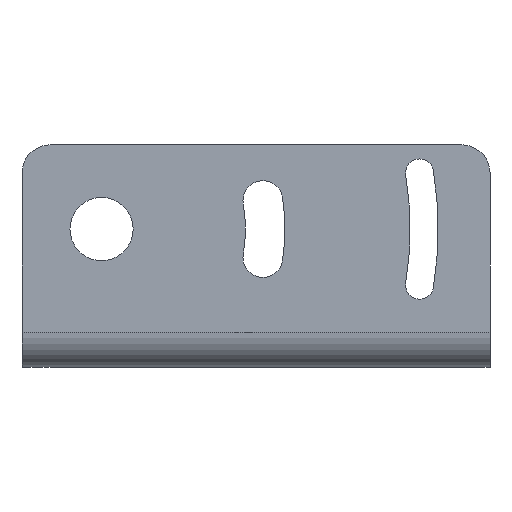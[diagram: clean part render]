
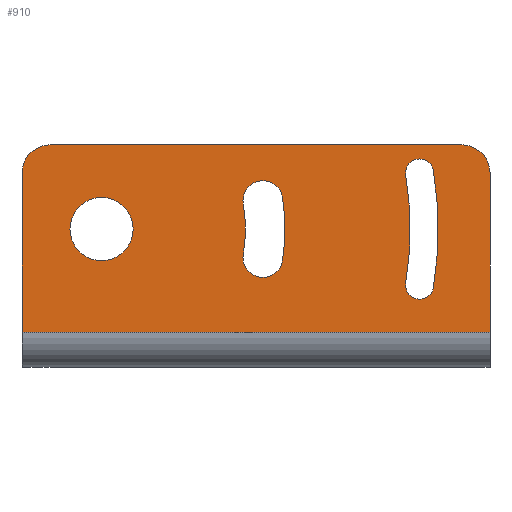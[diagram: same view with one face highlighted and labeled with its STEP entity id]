
A CAD part, front view. The second image highlights one B-rep face of the part: STEP entity #910.
In plain terms, the highlighted planar face has unit normal (0, -1, 0).
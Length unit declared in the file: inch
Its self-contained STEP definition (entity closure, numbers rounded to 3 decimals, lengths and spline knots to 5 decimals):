
#173=CARTESIAN_POINT('',(-0.12,-0.92,0.73));
#174=DIRECTION('',(0.,-1.,0.));
#175=DIRECTION('',(1.,0.,0.));
#176=AXIS2_PLACEMENT_3D('',#173,#174,#175);
#275=DIRECTION('',(1.,0.,0.));
#276=VECTOR('',#275,2.);
#277=CARTESIAN_POINT('',(-2.,-0.92,0.05));
#278=LINE('',#277,#276);
#293=DIRECTION('',(0.,0.,1.));
#294=VECTOR('',#293,0.68);
#295=CARTESIAN_POINT('',(0.,-0.92,0.05));
#296=LINE('',#295,#294);
#297=DIRECTION('',(0.,0.,-1.));
#298=VECTOR('',#297,0.68);
#299=CARTESIAN_POINT('',(-2.,-0.92,0.73));
#300=LINE('',#299,#298);
#301=DIRECTION('',(-1.,0.,0.));
#302=VECTOR('',#301,1.76);
#303=CARTESIAN_POINT('',(-0.12,-0.92,0.85));
#304=LINE('',#303,#302);
#305=CARTESIAN_POINT('',(-1.66,-0.92,0.49));
#306=DIRECTION('',(0.,1.,0.));
#307=DIRECTION('',(1.,0.,0.));
#308=AXIS2_PLACEMENT_3D('',#305,#306,#307);
#310=CARTESIAN_POINT('',(-1.66,-0.92,0.49));
#311=DIRECTION('',(0.,1.,0.));
#312=DIRECTION('',(-1.,0.,0.));
#313=AXIS2_PLACEMENT_3D('',#310,#311,#312);
#315=CARTESIAN_POINT('',(-0.97063,-0.92,0.61155));
#316=DIRECTION('',(0.,1.,0.));
#317=DIRECTION('',(-0.985,0.,-0.174));
#318=AXIS2_PLACEMENT_3D('',#315,#316,#317);
#320=CARTESIAN_POINT('',(-1.66,-0.92,0.49));
#321=DIRECTION('',(0.,1.,0.));
#322=DIRECTION('',(0.985,0.,0.174));
#323=AXIS2_PLACEMENT_3D('',#320,#321,#322);
#325=CARTESIAN_POINT('',(-0.97063,-0.92,0.36845));
#326=DIRECTION('',(0.,1.,0.));
#327=DIRECTION('',(0.985,0.,-0.174));
#328=AXIS2_PLACEMENT_3D('',#325,#326,#327);
#330=CARTESIAN_POINT('',(-1.66,-0.92,0.49));
#331=DIRECTION('',(0.,1.,0.));
#332=DIRECTION('',(0.985,0.,0.174));
#333=AXIS2_PLACEMENT_3D('',#330,#331,#332);
#335=CARTESIAN_POINT('',(-0.30097,-0.92,0.72963));
#336=DIRECTION('',(0.,1.,0.));
#337=DIRECTION('',(-0.985,0.,-0.174));
#338=AXIS2_PLACEMENT_3D('',#335,#336,#337);
#340=CARTESIAN_POINT('',(-1.66,-0.92,0.49));
#341=DIRECTION('',(0.,1.,0.));
#342=DIRECTION('',(0.985,0.,0.174));
#343=AXIS2_PLACEMENT_3D('',#340,#341,#342);
#345=CARTESIAN_POINT('',(-0.30097,-0.92,0.25037));
#346=DIRECTION('',(0.,1.,0.));
#347=DIRECTION('',(0.985,0.,-0.174));
#348=AXIS2_PLACEMENT_3D('',#345,#346,#347);
#350=CARTESIAN_POINT('',(-1.66,-0.92,0.49));
#351=DIRECTION('',(0.,1.,0.));
#352=DIRECTION('',(0.985,0.,0.174));
#353=AXIS2_PLACEMENT_3D('',#350,#351,#352);
#359=CARTESIAN_POINT('',(-1.88,-0.92,0.73));
#360=DIRECTION('',(0.,-1.,0.));
#361=DIRECTION('',(0.,0.,1.));
#362=AXIS2_PLACEMENT_3D('',#359,#360,#361);
#461=CARTESIAN_POINT('',(-2.,-0.92,0.05));
#462=CARTESIAN_POINT('',(0.,-0.92,0.05));
#463=VERTEX_POINT('',#461);
#464=VERTEX_POINT('',#462);
#489=CARTESIAN_POINT('',(-1.525,-0.92,0.49));
#490=CARTESIAN_POINT('',(-1.795,-0.92,0.49));
#491=VERTEX_POINT('',#489);
#492=VERTEX_POINT('',#490);
#493=CARTESIAN_POINT('',(-1.05434,-0.92,0.59679));
#494=CARTESIAN_POINT('',(-0.88693,-0.92,0.62631));
#495=VERTEX_POINT('',#493);
#496=VERTEX_POINT('',#494);
#497=CARTESIAN_POINT('',(-0.88693,-0.92,0.35369));
#498=VERTEX_POINT('',#497);
#499=CARTESIAN_POINT('',(-1.05434,-0.92,0.38321));
#500=VERTEX_POINT('',#499);
#501=CARTESIAN_POINT('',(-0.36005,-0.92,0.71922));
#502=CARTESIAN_POINT('',(-0.24188,-0.92,0.74005));
#503=VERTEX_POINT('',#501);
#504=VERTEX_POINT('',#502);
#505=CARTESIAN_POINT('',(-0.24188,-0.92,0.23995));
#506=VERTEX_POINT('',#505);
#507=CARTESIAN_POINT('',(-0.36005,-0.92,0.26078));
#508=VERTEX_POINT('',#507);
#509=CARTESIAN_POINT('',(0.,-0.92,0.73));
#511=VERTEX_POINT('',#509);
#513=CARTESIAN_POINT('',(-0.12,-0.92,0.85));
#514=VERTEX_POINT('',#513);
#517=CARTESIAN_POINT('',(-1.88,-0.92,0.85));
#519=VERTEX_POINT('',#517);
#521=CARTESIAN_POINT('',(-2.,-0.92,0.73));
#522=VERTEX_POINT('',#521);
#868=CARTESIAN_POINT('',(-1.5248,-0.92,0.));
#869=DIRECTION('',(0.,-1.,0.));
#870=DIRECTION('',(1.,0.,0.));
#871=AXIS2_PLACEMENT_3D('',#868,#869,#870);
#872=PLANE('',#871);
#873=ORIENTED_EDGE('',*,*,#737,.F.);
#874=ORIENTED_EDGE('',*,*,#754,.F.);
#875=ORIENTED_EDGE('',*,*,#860,.F.);
#877=ORIENTED_EDGE('',*,*,#876,.F.);
#879=ORIENTED_EDGE('',*,*,#878,.F.);
#881=ORIENTED_EDGE('',*,*,#880,.F.);
#882=EDGE_LOOP('',(#873,#874,#875,#877,#879,#881));
#883=FACE_OUTER_BOUND('',#882,.F.);
#885=ORIENTED_EDGE('',*,*,#884,.F.);
#887=ORIENTED_EDGE('',*,*,#886,.F.);
#888=EDGE_LOOP('',(#885,#887));
#889=FACE_BOUND('',#888,.F.);
#891=ORIENTED_EDGE('',*,*,#890,.F.);
#893=ORIENTED_EDGE('',*,*,#892,.T.);
#895=ORIENTED_EDGE('',*,*,#894,.F.);
#897=ORIENTED_EDGE('',*,*,#896,.F.);
#898=EDGE_LOOP('',(#891,#893,#895,#897));
#899=FACE_BOUND('',#898,.F.);
#901=ORIENTED_EDGE('',*,*,#900,.F.);
#903=ORIENTED_EDGE('',*,*,#902,.T.);
#905=ORIENTED_EDGE('',*,*,#904,.F.);
#907=ORIENTED_EDGE('',*,*,#906,.F.);
#908=EDGE_LOOP('',(#901,#903,#905,#907));
#909=FACE_BOUND('',#908,.F.);
#910=ADVANCED_FACE('',(#883,#889,#899,#909),#872,.T.);
#177=CIRCLE('',#176,0.12);
#309=CIRCLE('',#308,0.135);
#314=CIRCLE('',#313,0.135);
#319=CIRCLE('',#318,0.085);
#324=CIRCLE('',#323,0.615);
#329=CIRCLE('',#328,0.085);
#334=CIRCLE('',#333,0.785);
#339=CIRCLE('',#338,0.06);
#344=CIRCLE('',#343,1.32);
#349=CIRCLE('',#348,0.06);
#354=CIRCLE('',#353,1.44);
#363=CIRCLE('',#362,0.12);
#737=EDGE_CURVE('',#511,#514,#177,.T.);
#754=EDGE_CURVE('',#464,#511,#296,.T.);
#860=EDGE_CURVE('',#463,#464,#278,.T.);
#876=EDGE_CURVE('',#522,#463,#300,.T.);
#878=EDGE_CURVE('',#519,#522,#363,.T.);
#880=EDGE_CURVE('',#514,#519,#304,.T.);
#884=EDGE_CURVE('',#491,#492,#309,.T.);
#886=EDGE_CURVE('',#492,#491,#314,.T.);
#890=EDGE_CURVE('',#495,#496,#319,.T.);
#892=EDGE_CURVE('',#495,#500,#324,.T.);
#894=EDGE_CURVE('',#498,#500,#329,.T.);
#896=EDGE_CURVE('',#496,#498,#334,.T.);
#900=EDGE_CURVE('',#503,#504,#339,.T.);
#902=EDGE_CURVE('',#503,#508,#344,.T.);
#904=EDGE_CURVE('',#506,#508,#349,.T.);
#906=EDGE_CURVE('',#504,#506,#354,.T.);
